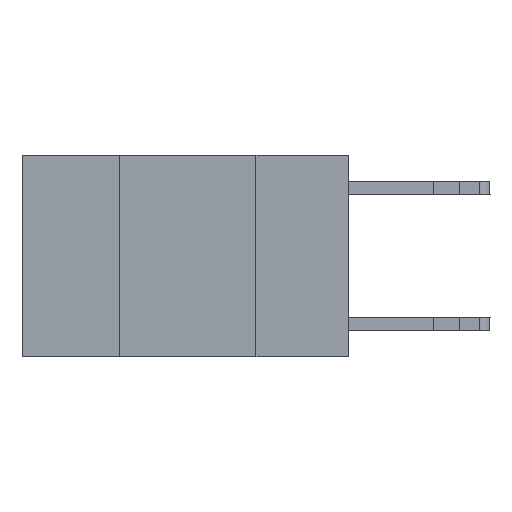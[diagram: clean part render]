
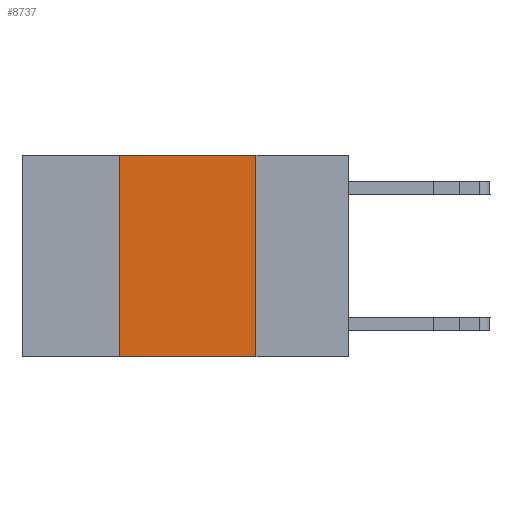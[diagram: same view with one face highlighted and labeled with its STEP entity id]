
A CAD part, left-side view. The second image highlights one B-rep face of the part: STEP entity #8737.
In plain terms, the highlighted planar face has unit normal (-1, 0, 0).
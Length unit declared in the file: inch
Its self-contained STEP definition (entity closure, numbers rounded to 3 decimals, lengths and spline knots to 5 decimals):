
#325 = FACE_OUTER_BOUND ( 'NONE', #15609, .T. ) ;
#532 = PLANE ( 'NONE',  #2614 ) ;
#871 = ORIENTED_EDGE ( 'NONE', *, *, #6113, .F. ) ;
#1544 = VECTOR ( 'NONE', #18961, 39.37008 ) ;
#2614 = AXIS2_PLACEMENT_3D ( 'NONE', #18946, #15616, #16006 ) ;
#2712 = DIRECTION ( 'NONE',  ( 0., -1., 0. ) ) ;
#3108 = CARTESIAN_POINT ( 'NONE',  ( 0., 0.42, -0.37 ) ) ;
#3781 = LINE ( 'NONE', #4156, #5469 ) ;
#3969 = ORIENTED_EDGE ( 'NONE', *, *, #12131, .F. ) ;
#4156 = CARTESIAN_POINT ( 'NONE',  ( 0., 0.42, 0. ) ) ;
#5469 = VECTOR ( 'NONE', #10102, 39.37008 ) ;
#6113 = EDGE_CURVE ( 'NONE', #16878, #19341, #19055, .T. ) ;
#6630 = VERTEX_POINT ( 'NONE', #15084 ) ;
#6979 = CARTESIAN_POINT ( 'NONE',  ( 0., 0.17, 0. ) ) ;
#7478 = ORIENTED_EDGE ( 'NONE', *, *, #8432, .T. ) ;
#8432 = EDGE_CURVE ( 'NONE', #12767, #6630, #17779, .T. ) ;
#8573 = ORIENTED_EDGE ( 'NONE', *, *, #16843, .F. ) ;
#8698 = DIRECTION ( 'NONE',  ( 0., -1., 0. ) ) ;
#8737 = ADVANCED_FACE ( 'NONE', ( #325 ), #532, .F. ) ;
#10102 = DIRECTION ( 'NONE',  ( 0., 0., 1. ) ) ;
#10166 = CARTESIAN_POINT ( 'NONE',  ( 0., 0.6, -0.37 ) ) ;
#11100 = VECTOR ( 'NONE', #2712, 39.37008 ) ;
#12131 = EDGE_CURVE ( 'NONE', #12767, #16878, #3781, .T. ) ;
#12767 = VERTEX_POINT ( 'NONE', #3108 ) ;
#13033 = LINE ( 'NONE', #6979, #1544 ) ;
#15084 = CARTESIAN_POINT ( 'NONE',  ( 0., 0.17, -0.37 ) ) ;
#15150 = VECTOR ( 'NONE', #8698, 39.37008 ) ;
#15609 = EDGE_LOOP ( 'NONE', ( #8573, #871, #3969, #7478 ) ) ;
#15616 = DIRECTION ( 'NONE',  ( 1., 0., 0. ) ) ;
#16006 = DIRECTION ( 'NONE',  ( 0., 0., -1. ) ) ;
#16843 = EDGE_CURVE ( 'NONE', #19341, #6630, #13033, .T. ) ;
#16878 = VERTEX_POINT ( 'NONE', #17338 ) ;
#17338 = CARTESIAN_POINT ( 'NONE',  ( 0., 0.42, 0. ) ) ;
#17430 = CARTESIAN_POINT ( 'NONE',  ( 0., 0.6, 0. ) ) ;
#17779 = LINE ( 'NONE', #10166, #11100 ) ;
#18946 = CARTESIAN_POINT ( 'NONE',  ( 0., 0.6, 0. ) ) ;
#18961 = DIRECTION ( 'NONE',  ( 0., 0., -1. ) ) ;
#19055 = LINE ( 'NONE', #17430, #15150 ) ;
#19341 = VERTEX_POINT ( 'NONE', #19605 ) ;
#19605 = CARTESIAN_POINT ( 'NONE',  ( 0., 0.17, 0. ) ) ;
